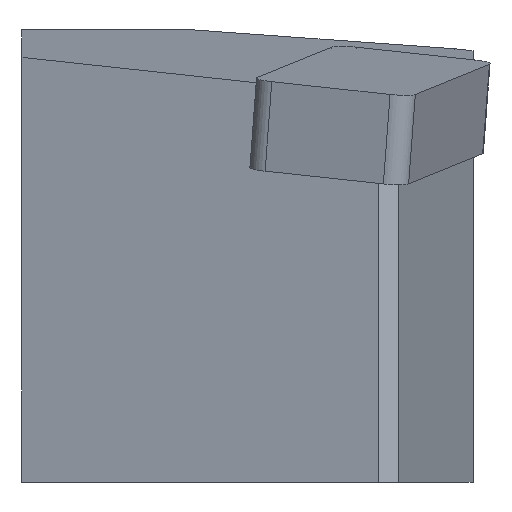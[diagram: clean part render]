
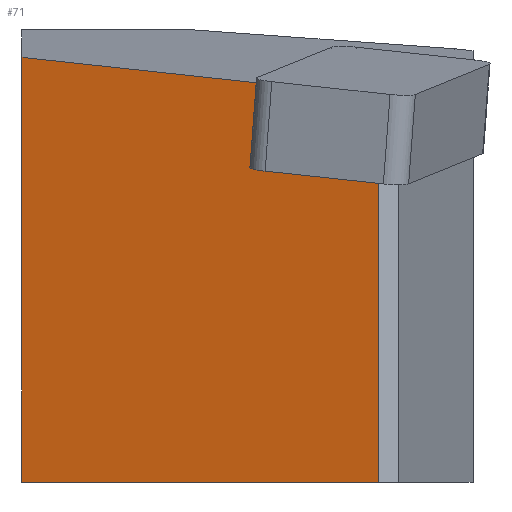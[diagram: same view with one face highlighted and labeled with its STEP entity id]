
A CAD part, left-side view. The second image highlights one B-rep face of the part: STEP entity #71.
In plain terms, the highlighted planar face has unit normal (-0.968, 0.25, 0).
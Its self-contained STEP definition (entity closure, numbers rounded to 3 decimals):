
#71=ADVANCED_FACE('',(#115),#92,.F.);
#92=PLANE('',#497);
#115=FACE_OUTER_BOUND('',#140,.T.);
#140=EDGE_LOOP('',(#203,#204,#205,#206));
#203=ORIENTED_EDGE('',*,*,#341,.T.);
#204=ORIENTED_EDGE('',*,*,#342,.T.);
#205=ORIENTED_EDGE('',*,*,#343,.F.);
#206=ORIENTED_EDGE('',*,*,#344,.T.);
#293=VERTEX_POINT('',#691);
#294=VERTEX_POINT('',#692);
#295=VERTEX_POINT('',#694);
#296=VERTEX_POINT('',#696);
#341=EDGE_CURVE('',#293,#294,#394,.T.);
#342=EDGE_CURVE('',#294,#295,#395,.T.);
#343=EDGE_CURVE('',#296,#295,#396,.T.);
#344=EDGE_CURVE('',#296,#293,#397,.T.);
#394=LINE('',#690,#444);
#395=LINE('',#693,#445);
#396=LINE('',#695,#446);
#397=LINE('',#697,#447);
#444=VECTOR('',#569,1.);
#445=VECTOR('',#570,1.);
#446=VECTOR('',#571,1.);
#447=VECTOR('',#572,1.);
#497=AXIS2_PLACEMENT_3D('',#698,#573,#574);
#569=DIRECTION('',(-0.25,-0.968,0.));
#570=DIRECTION('',(0.,0.,1.));
#571=DIRECTION('',(-0.249,-0.963,-0.104));
#572=DIRECTION('',(0.,0.,-1.));
#573=DIRECTION('',(0.968,-0.25,0.));
#574=DIRECTION('',(0.25,0.968,0.));
#690=CARTESIAN_POINT('',(19.597,60.044,-59.67));
#691=CARTESIAN_POINT('',(19.597,60.044,-59.67));
#692=CARTESIAN_POINT('',(5.326,4.864,-59.67));
#693=CARTESIAN_POINT('',(5.326,4.864,10.33));
#694=CARTESIAN_POINT('',(5.326,4.864,0.092));
#695=CARTESIAN_POINT('',(19.708,60.472,6.109));
#696=CARTESIAN_POINT('',(19.597,60.044,6.063));
#697=CARTESIAN_POINT('',(19.597,60.044,10.33));
#698=CARTESIAN_POINT('',(19.597,60.044,10.33));
